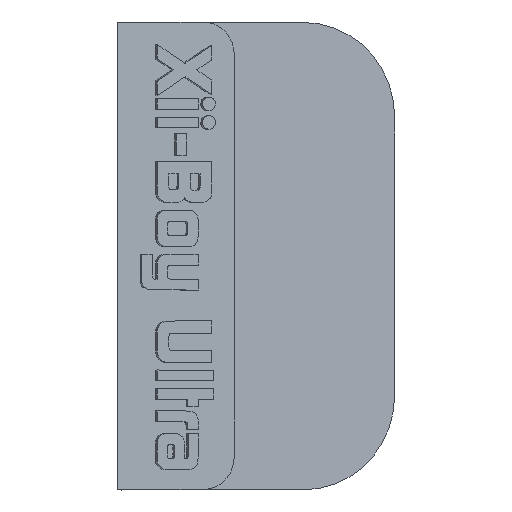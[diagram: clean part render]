
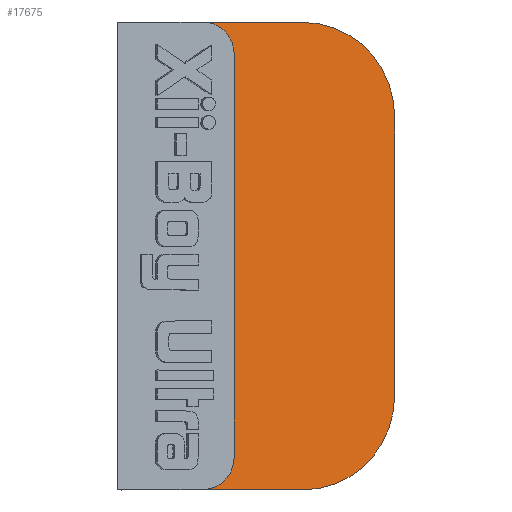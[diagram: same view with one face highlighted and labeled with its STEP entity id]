
A CAD part, top view. The second image highlights one B-rep face of the part: STEP entity #17675.
In plain terms, the highlighted planar face has unit normal (0.259, 0, 0.966).
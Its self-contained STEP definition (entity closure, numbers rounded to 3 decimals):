
#20=CIRCLE('',#18141,17.5);
#21=CIRCLE('',#18142,17.5);
#2485=FACE_OUTER_BOUND('',#3489,.T.);
#3489=EDGE_LOOP('',(#16209,#16210,#16211,#16212,#16213,#16214));
#5107=LINE('',#32807,#6733);
#5108=LINE('',#32811,#6734);
#5109=LINE('',#32815,#6735);
#5110=LINE('',#32818,#6736);
#6733=VECTOR('',#20660,10.);
#6734=VECTOR('',#20665,10.);
#6735=VECTOR('',#20668,10.);
#6736=VECTOR('',#20671,10.);
#8475=VERTEX_POINT('',#32804);
#8476=VERTEX_POINT('',#32806);
#8477=VERTEX_POINT('',#32810);
#8478=VERTEX_POINT('',#32812);
#8479=VERTEX_POINT('',#32814);
#8480=VERTEX_POINT('',#32816);
#11068=EDGE_CURVE('',#8475,#8476,#5107,.T.);
#11070=EDGE_CURVE('',#8475,#8477,#5108,.T.);
#11071=EDGE_CURVE('',#8478,#8477,#20,.T.);
#11072=EDGE_CURVE('',#8478,#8479,#5109,.T.);
#11073=EDGE_CURVE('',#8480,#8479,#21,.T.);
#11074=EDGE_CURVE('',#8476,#8480,#5110,.T.);
#16209=ORIENTED_EDGE('',*,*,#11068,.F.);
#16210=ORIENTED_EDGE('',*,*,#11070,.T.);
#16211=ORIENTED_EDGE('',*,*,#11071,.F.);
#16212=ORIENTED_EDGE('',*,*,#11072,.T.);
#16213=ORIENTED_EDGE('',*,*,#11073,.F.);
#16214=ORIENTED_EDGE('',*,*,#11074,.F.);
#16740=PLANE('',#18140);
#17675=ADVANCED_FACE('',(#2485),#16740,.T.);
#18140=AXIS2_PLACEMENT_3D('',#32809,#20663,#20664);
#18141=AXIS2_PLACEMENT_3D('',#32813,#20666,#20667);
#18142=AXIS2_PLACEMENT_3D('',#32817,#20669,#20670);
#20660=DIRECTION('',(0.,1.,0.));
#20663=DIRECTION('center_axis',(0.259,0.,0.966));
#20664=DIRECTION('ref_axis',(0.966,0.,-0.259));
#20665=DIRECTION('',(0.966,0.,-0.259));
#20666=DIRECTION('center_axis',(-0.259,0.,-0.966));
#20667=DIRECTION('ref_axis',(0.683,-0.707,-0.183));
#20668=DIRECTION('',(0.,1.,0.));
#20669=DIRECTION('center_axis',(-0.259,0.,-0.966));
#20670=DIRECTION('ref_axis',(0.683,0.707,-0.183));
#20671=DIRECTION('',(0.966,0.,-0.259));
#32804=CARTESIAN_POINT('',(-72.462,-43.275,-1.795));
#32806=CARTESIAN_POINT('',(-72.462,43.275,-1.795));
#32807=CARTESIAN_POINT('',(-72.462,-43.275,-1.795));
#32809=CARTESIAN_POINT('Origin',(-77.292,-43.275,-0.501));
#32810=CARTESIAN_POINT('',(-49.677,-43.275,-7.9));
#32811=CARTESIAN_POINT('',(-77.292,-43.275,-0.501));
#32812=CARTESIAN_POINT('',(-32.774,-25.775,-12.429));
#32813=CARTESIAN_POINT('Origin',(-49.677,-25.775,-7.9));
#32814=CARTESIAN_POINT('',(-32.774,25.775,-12.429));
#32815=CARTESIAN_POINT('',(-32.774,-43.275,-12.429));
#32816=CARTESIAN_POINT('',(-49.677,43.275,-7.9));
#32817=CARTESIAN_POINT('Origin',(-49.677,25.775,-7.9));
#32818=CARTESIAN_POINT('',(-77.292,43.275,-0.501));
